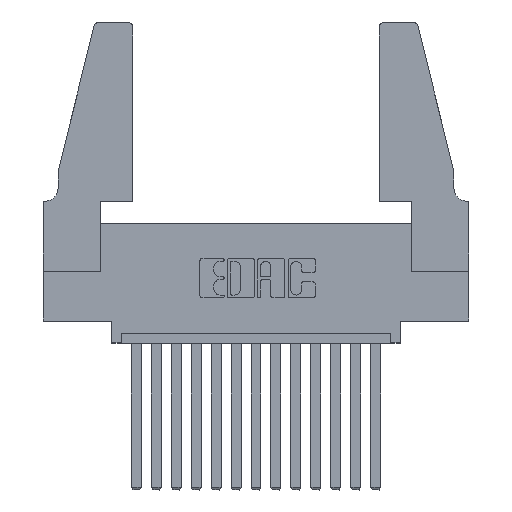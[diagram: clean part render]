
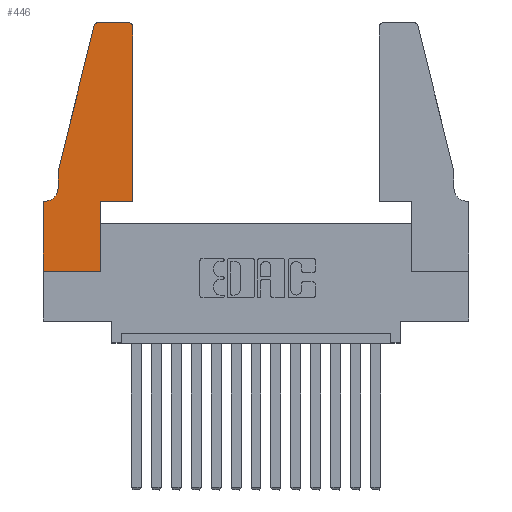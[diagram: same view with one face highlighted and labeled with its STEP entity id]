
A CAD part, top view. The second image highlights one B-rep face of the part: STEP entity #446.
In plain terms, the highlighted planar face has unit normal (0, 0, 1).
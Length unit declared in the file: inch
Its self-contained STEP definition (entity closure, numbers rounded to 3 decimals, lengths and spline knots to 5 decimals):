
#6 = CARTESIAN_POINT ( 'NONE',  ( 0.284, 1.25, 0.37 ) ) ;
#137 = DIRECTION ( 'NONE',  ( 0., -1., 0. ) ) ;
#446 = ADVANCED_FACE ( 'NONE', ( #14425 ), #1020, .T. ) ;
#463 = VECTOR ( 'NONE', #3271, 39.37008 ) ;
#689 = AXIS2_PLACEMENT_3D ( 'NONE', #11103, #7574, #10096 ) ;
#751 = CARTESIAN_POINT ( 'NONE',  ( 0.284, 1.22, 0.37 ) ) ;
#805 = EDGE_CURVE ( 'NONE', #5281, #4003, #13324, .T. ) ;
#820 = ORIENTED_EDGE ( 'NONE', *, *, #10601, .T. ) ;
#997 = EDGE_CURVE ( 'NONE', #12968, #13676, #5455, .T. ) ;
#1020 = PLANE ( 'NONE',  #14893 ) ;
#1256 = DIRECTION ( 'NONE',  ( 0., 1., 0. ) ) ;
#1915 = ORIENTED_EDGE ( 'NONE', *, *, #14847, .T. ) ;
#1937 = VECTOR ( 'NONE', #5828, 39.37008 ) ;
#1966 = EDGE_CURVE ( 'NONE', #13676, #5281, #10238, .T. ) ;
#2157 = VERTEX_POINT ( 'NONE', #13905 ) ;
#2222 = CARTESIAN_POINT ( 'NONE',  ( 0.25487, 1.22718, 0.37 ) ) ;
#2825 = CARTESIAN_POINT ( 'NONE',  ( 0.4505, 1.22, 0.37 ) ) ;
#2837 = EDGE_CURVE ( 'NONE', #7935, #12968, #10211, .T. ) ;
#3180 = DIRECTION ( 'NONE',  ( -1., 0., 0. ) ) ;
#3183 = EDGE_CURVE ( 'NONE', #5405, #3589, #7501, .T. ) ;
#3271 = DIRECTION ( 'NONE',  ( 0., -1., 0. ) ) ;
#3558 = VECTOR ( 'NONE', #12676, 39.37008 ) ;
#3589 = VERTEX_POINT ( 'NONE', #6 ) ;
#3809 = ORIENTED_EDGE ( 'NONE', *, *, #2837, .T. ) ;
#4003 = VERTEX_POINT ( 'NONE', #14417 ) ;
#4252 = CARTESIAN_POINT ( 'NONE',  ( 0., 0., 0.37 ) ) ;
#4315 = EDGE_CURVE ( 'NONE', #3589, #7935, #15125, .T. ) ;
#4497 = DIRECTION ( 'NONE',  ( 0., 0., 1. ) ) ;
#4911 = CARTESIAN_POINT ( 'NONE',  ( 0.2865, 0.35, 0.37 ) ) ;
#5065 = ORIENTED_EDGE ( 'NONE', *, *, #14037, .T. ) ;
#5281 = VERTEX_POINT ( 'NONE', #6019 ) ;
#5405 = VERTEX_POINT ( 'NONE', #13622 ) ;
#5455 = LINE ( 'NONE', #9381, #463 ) ;
#5624 = ORIENTED_EDGE ( 'NONE', *, *, #13557, .T. ) ;
#5714 = CIRCLE ( 'NONE', #7725, 0.03 ) ;
#5828 = DIRECTION ( 'NONE',  ( 1., 0., 0. ) ) ;
#6012 = DIRECTION ( 'NONE',  ( 1., 0., 0. ) ) ;
#6019 = CARTESIAN_POINT ( 'NONE',  ( 0.0055, 0.35, 0.37 ) ) ;
#6097 = LINE ( 'NONE', #4911, #10867 ) ;
#6250 = CARTESIAN_POINT ( 'NONE',  ( 0., 0., 0.37 ) ) ;
#6267 = VECTOR ( 'NONE', #137, 39.37008 ) ;
#6274 = DIRECTION ( 'NONE',  ( 1., 0., 0. ) ) ;
#7501 = LINE ( 'NONE', #12808, #12481 ) ;
#7574 = DIRECTION ( 'NONE',  ( 0., 0., -1. ) ) ;
#7725 = AXIS2_PLACEMENT_3D ( 'NONE', #9124, #12915, #9218 ) ;
#7935 = VERTEX_POINT ( 'NONE', #2222 ) ;
#7942 = ORIENTED_EDGE ( 'NONE', *, *, #13230, .T. ) ;
#8297 = DIRECTION ( 'NONE',  ( 0., 1., 0. ) ) ;
#8366 = LINE ( 'NONE', #6250, #6267 ) ;
#8953 = CARTESIAN_POINT ( 'NONE',  ( 0.0755, 0.5, 0.37 ) ) ;
#8982 = VERTEX_POINT ( 'NONE', #2825 ) ;
#9124 = CARTESIAN_POINT ( 'NONE',  ( 0.4205, 1.22, 0.37 ) ) ;
#9156 = DIRECTION ( 'NONE',  ( -1., 0., 0. ) ) ;
#9173 = CARTESIAN_POINT ( 'NONE',  ( 0.0755, 0.35, 0.37 ) ) ;
#9218 = DIRECTION ( 'NONE',  ( 1., 0., 0. ) ) ;
#9367 = LINE ( 'NONE', #14595, #14485 ) ;
#9381 = CARTESIAN_POINT ( 'NONE',  ( 0.0755, 0.5, 0.37 ) ) ;
#9668 = ORIENTED_EDGE ( 'NONE', *, *, #3183, .T. ) ;
#10096 = DIRECTION ( 'NONE',  ( -1., 0., 0. ) ) ;
#10211 = LINE ( 'NONE', #8953, #3558 ) ;
#10238 = CIRCLE ( 'NONE', #689, 0.07 ) ;
#10494 = LINE ( 'NONE', #14440, #1937 ) ;
#10601 = EDGE_CURVE ( 'NONE', #12217, #12234, #13413, .T. ) ;
#10650 = VECTOR ( 'NONE', #3180, 39.37008 ) ;
#10867 = VECTOR ( 'NONE', #8297, 39.37008 ) ;
#11103 = CARTESIAN_POINT ( 'NONE',  ( 0.0055, 0.42, 0.37 ) ) ;
#11451 = ORIENTED_EDGE ( 'NONE', *, *, #14601, .T. ) ;
#11617 = VERTEX_POINT ( 'NONE', #13321 ) ;
#11694 = EDGE_LOOP ( 'NONE', ( #9668, #15403, #3809, #15529, #11964, #12934, #5065, #820, #7942, #1915, #11451, #5624 ) ) ;
#11730 = CARTESIAN_POINT ( 'NONE',  ( 0.0755, 0.5, 0.37 ) ) ;
#11926 = AXIS2_PLACEMENT_3D ( 'NONE', #751, #4497, #6274 ) ;
#11944 = CARTESIAN_POINT ( 'NONE',  ( 0., 0.35, 0.37 ) ) ;
#11964 = ORIENTED_EDGE ( 'NONE', *, *, #1966, .T. ) ;
#11989 = CARTESIAN_POINT ( 'NONE',  ( 0., 0., 0.37 ) ) ;
#12217 = VERTEX_POINT ( 'NONE', #4252 ) ;
#12234 = VERTEX_POINT ( 'NONE', #15106 ) ;
#12481 = VECTOR ( 'NONE', #9156, 39.37008 ) ;
#12676 = DIRECTION ( 'NONE',  ( -0.239, -0.971, 0. ) ) ;
#12808 = CARTESIAN_POINT ( 'NONE',  ( 0.2605, 1.25, 0.37 ) ) ;
#12915 = DIRECTION ( 'NONE',  ( 0., 0., 1. ) ) ;
#12934 = ORIENTED_EDGE ( 'NONE', *, *, #805, .T. ) ;
#12968 = VERTEX_POINT ( 'NONE', #11730 ) ;
#13230 = EDGE_CURVE ( 'NONE', #12234, #2157, #6097, .T. ) ;
#13255 = DIRECTION ( 'NONE',  ( 1., 0., 0. ) ) ;
#13297 = DIRECTION ( 'NONE',  ( 0., 0., 1. ) ) ;
#13321 = CARTESIAN_POINT ( 'NONE',  ( 0.4505, 0.35, 0.37 ) ) ;
#13324 = LINE ( 'NONE', #9173, #10650 ) ;
#13413 = LINE ( 'NONE', #11989, #15522 ) ;
#13557 = EDGE_CURVE ( 'NONE', #8982, #5405, #5714, .T. ) ;
#13622 = CARTESIAN_POINT ( 'NONE',  ( 0.4205, 1.25, 0.37 ) ) ;
#13676 = VERTEX_POINT ( 'NONE', #14119 ) ;
#13905 = CARTESIAN_POINT ( 'NONE',  ( 0.2865, 0.35, 0.37 ) ) ;
#14037 = EDGE_CURVE ( 'NONE', #4003, #12217, #8366, .T. ) ;
#14119 = CARTESIAN_POINT ( 'NONE',  ( 0.0755, 0.42, 0.37 ) ) ;
#14417 = CARTESIAN_POINT ( 'NONE',  ( 0., 0.35, 0.37 ) ) ;
#14425 = FACE_OUTER_BOUND ( 'NONE', #11694, .T. ) ;
#14440 = CARTESIAN_POINT ( 'NONE',  ( 0.4505, 0.35, 0.37 ) ) ;
#14485 = VECTOR ( 'NONE', #1256, 39.37008 ) ;
#14595 = CARTESIAN_POINT ( 'NONE',  ( 0.4505, 0.35, 0.37 ) ) ;
#14601 = EDGE_CURVE ( 'NONE', #11617, #8982, #9367, .T. ) ;
#14847 = EDGE_CURVE ( 'NONE', #2157, #11617, #10494, .T. ) ;
#14893 = AXIS2_PLACEMENT_3D ( 'NONE', #11944, #13297, #6012 ) ;
#15106 = CARTESIAN_POINT ( 'NONE',  ( 0.2865, 0., 0.37 ) ) ;
#15125 = CIRCLE ( 'NONE', #11926, 0.03 ) ;
#15403 = ORIENTED_EDGE ( 'NONE', *, *, #4315, .T. ) ;
#15522 = VECTOR ( 'NONE', #13255, 39.37008 ) ;
#15529 = ORIENTED_EDGE ( 'NONE', *, *, #997, .T. ) ;
